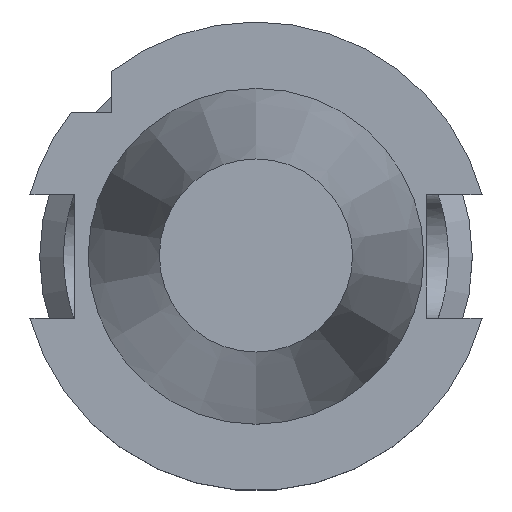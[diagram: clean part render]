
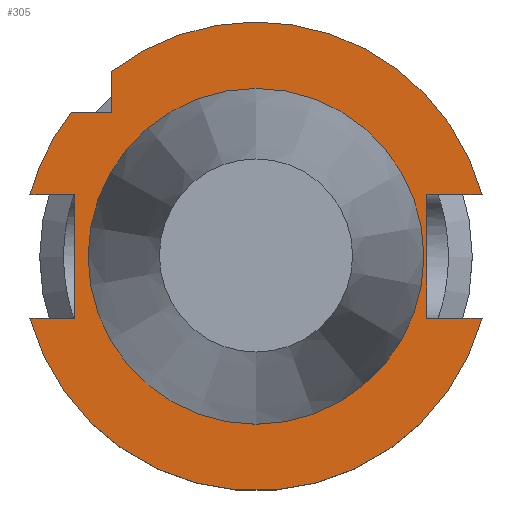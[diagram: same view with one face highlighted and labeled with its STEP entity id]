
A CAD part, top view. The second image highlights one B-rep face of the part: STEP entity #305.
In plain terms, the highlighted planar face has unit normal (0, 0, 1).
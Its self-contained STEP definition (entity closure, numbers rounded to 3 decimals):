
#180=EDGE_CURVE('240[2]',#554,#555,#556,.T.);
#193=EDGE_CURVE('240[2]',#555,#577,#578,.T.);
#214=EDGE_CURVE('240[2]',#609,#610,#611,.T.);
#305=ADVANCED_FACE('240[2]',(#749,#750),#751,.T.);
#307=EDGE_CURVE('240[2]',#609,#554,#753,.T.);
#313=EDGE_CURVE('240[2]',#761,#762,#763,.T.);
#335=EDGE_CURVE('240[2]',#796,#796,#797,.T.);
#339=EDGE_CURVE('240[2]',#761,#577,#801,.T.);
#375=EDGE_CURVE('240[2]',#762,#803,#846,.T.);
#437=EDGE_CURVE('240[2]',#617,#610,#922,.T.);
#451=EDGE_CURVE('240[2]',#938,#939,#940,.T.);
#459=EDGE_CURVE('240[2]',#803,#939,#952,.T.);
#479=EDGE_CURVE('240[2]',#938,#617,#976,.T.);
#554=VERTEX_POINT('',#1051);
#555=VERTEX_POINT('',#1052);
#556=LINE('',#1053,#1054);
#577=VERTEX_POINT('',#1082);
#578=LINE('',#1083,#1084);
#609=VERTEX_POINT('',#1125);
#610=VERTEX_POINT('',#1126);
#611=CIRCLE('',#1127,48.75);
#617=VERTEX_POINT('',#1135);
#749=FACE_OUTER_BOUND('',#1407,.T.);
#750=FACE_BOUND('',#1408,.T.);
#751=PLANE('',#1409);
#753=LINE('',#1412,#1413);
#761=VERTEX_POINT('',#1433);
#762=VERTEX_POINT('',#1434);
#763=LINE('',#1435,#1436);
#796=VERTEX_POINT('',#1539);
#797=CIRCLE('',#1540,34.925);
#801=CIRCLE('',#1555,48.75);
#803=VERTEX_POINT('',#1558);
#846=LINE('',#1633,#1634);
#922=LINE('',#1809,#1810);
#938=VERTEX_POINT('',#1835);
#939=VERTEX_POINT('',#1836);
#940=CIRCLE('',#1837,48.75);
#952=LINE('',#1852,#1853);
#976=LINE('',#1905,#1906);
#1051=CARTESIAN_POINT('',(-37.7,12.85,-1.5));
#1052=CARTESIAN_POINT('',(-37.7,-12.85,-1.5));
#1053=CARTESIAN_POINT('',(-37.7,20.919,-1.5));
#1054=VECTOR('',#2066,1.0);
#1082=CARTESIAN_POINT('',(-47.026,-12.85,-1.5));
#1083=CARTESIAN_POINT('',(-21.972,-12.85,-1.5));
#1084=VECTOR('',#2093,1.0);
#1125=CARTESIAN_POINT('',(-47.026,12.85,-1.5));
#1126=CARTESIAN_POINT('',(-38.426,30.0,-1.5));
#1127=AXIS2_PLACEMENT_3D('',#2122,#2123,#2124);
#1135=CARTESIAN_POINT('',(-30.0,30.0,-1.5));
#1407=EDGE_LOOP('',(#2282,#2283,#2284,#2285,#2286,#2287,#2288,#2289,#2290,#2291,#2292));
#1408=EDGE_LOOP('',(#2293));
#1409=AXIS2_PLACEMENT_3D('',#2294,#2295,#2296);
#1412=CARTESIAN_POINT('',(-21.972,12.85,-1.5));
#1413=VECTOR('',#2297,1.0);
#1433=CARTESIAN_POINT('',(47.026,-12.85,-1.5));
#1434=CARTESIAN_POINT('',(35.5,-12.85,-1.5));
#1435=CARTESIAN_POINT('',(21.422,-12.85,-1.5));
#1436=VECTOR('',#2301,1.0);
#1539=CARTESIAN_POINT('',(0.,34.925,-1.5));
#1540=AXIS2_PLACEMENT_3D('',#2319,#2320,#2321);
#1555=AXIS2_PLACEMENT_3D('',#2322,#2323,#2324);
#1558=CARTESIAN_POINT('',(35.5,12.85,-1.5));
#1633=CARTESIAN_POINT('',(35.5,20.919,-1.5));
#1634=VECTOR('',#2366,1.0);
#1809=CARTESIAN_POINT('',(-18.059,30.0,-1.5));
#1810=VECTOR('',#2484,1.0);
#1835=CARTESIAN_POINT('',(-30.0,38.426,-1.5));
#1836=CARTESIAN_POINT('',(47.026,12.85,-1.5));
#1837=AXIS2_PLACEMENT_3D('',#2504,#2505,#2506);
#1852=CARTESIAN_POINT('',(21.422,12.85,-1.5));
#1853=VECTOR('',#2523,1.0);
#1905=CARTESIAN_POINT('',(-30.0,38.978,-1.5));
#1906=VECTOR('',#2550,1.0);
#2066=DIRECTION('',(0.0,-1.0,0.));
#2093=DIRECTION('',(-1.0,0.,0.));
#2122=CARTESIAN_POINT('',(0.,0.,-1.5));
#2123=DIRECTION('',(0.,0.,-1.0));
#2124=DIRECTION('',(0.,1.0,0.));
#2282=ORIENTED_EDGE('',*,*,#437,.T.);
#2283=ORIENTED_EDGE('',*,*,#214,.F.);
#2284=ORIENTED_EDGE('',*,*,#307,.T.);
#2285=ORIENTED_EDGE('',*,*,#180,.T.);
#2286=ORIENTED_EDGE('',*,*,#193,.T.);
#2287=ORIENTED_EDGE('',*,*,#339,.F.);
#2288=ORIENTED_EDGE('',*,*,#313,.T.);
#2289=ORIENTED_EDGE('',*,*,#375,.T.);
#2290=ORIENTED_EDGE('',*,*,#459,.T.);
#2291=ORIENTED_EDGE('',*,*,#451,.F.);
#2292=ORIENTED_EDGE('',*,*,#479,.T.);
#2293=ORIENTED_EDGE('',*,*,#335,.T.);
#2294=CARTESIAN_POINT('',(0.,41.838,-1.5));
#2295=DIRECTION('',(0.,0.,1.0));
#2296=DIRECTION('',(0.,-1.0,0.));
#2297=DIRECTION('',(1.0,0.,0.));
#2301=DIRECTION('',(-1.0,0.,0.));
#2319=CARTESIAN_POINT('',(0.,0.,-1.5));
#2320=DIRECTION('',(0.,0.,-1.0));
#2321=DIRECTION('',(0.,1.0,0.));
#2322=CARTESIAN_POINT('',(0.,0.,-1.5));
#2323=DIRECTION('',(0.,0.,-1.0));
#2324=DIRECTION('',(0.,1.0,0.));
#2366=DIRECTION('',(0.0,1.0,0.));
#2484=DIRECTION('',(-1.0,0.0,0.));
#2504=CARTESIAN_POINT('',(0.,0.,-1.5));
#2505=DIRECTION('',(0.,0.,-1.0));
#2506=DIRECTION('',(0.,1.0,0.));
#2523=DIRECTION('',(1.0,0.,0.));
#2550=DIRECTION('',(0.0,-1.0,0.));
